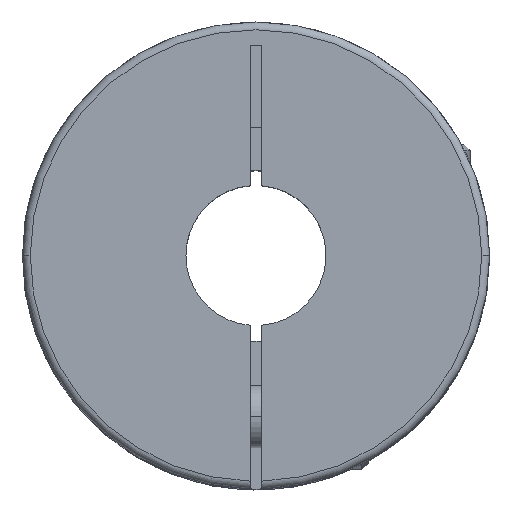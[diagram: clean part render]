
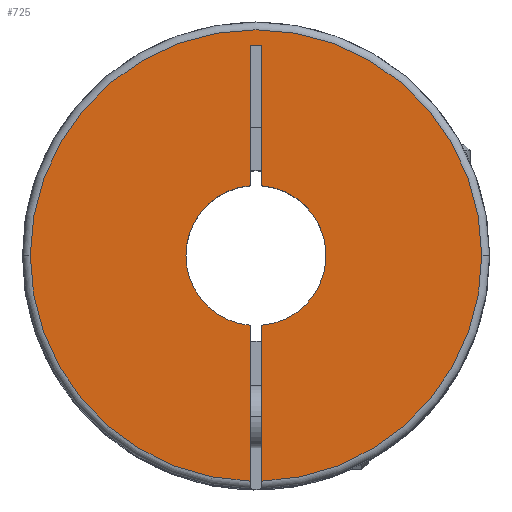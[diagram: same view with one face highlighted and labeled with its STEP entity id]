
A CAD part, top view. The second image highlights one B-rep face of the part: STEP entity #725.
In plain terms, the highlighted planar face has unit normal (0, 0, 1).
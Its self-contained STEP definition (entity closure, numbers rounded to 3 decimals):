
#7 = EDGE_CURVE ( 'NONE', #2105, #767, #2909, .T. ) ;
#19 = AXIS2_PLACEMENT_3D ( 'NONE', #1595, #1230, #2140 ) ;
#41 = AXIS2_PLACEMENT_3D ( 'NONE', #1048, #3283, #1088 ) ;
#56 = EDGE_CURVE ( 'NONE', #2241, #3421, #1293, .T. ) ;
#96 = LINE ( 'NONE', #661, #1495 ) ;
#187 = DIRECTION ( 'NONE',  ( 0., 0., -1. ) ) ;
#247 = LINE ( 'NONE', #2744, #3117 ) ;
#265 = ORIENTED_EDGE ( 'NONE', *, *, #7, .F. ) ;
#283 = ORIENTED_EDGE ( 'NONE', *, *, #3956, .F. ) ;
#291 = CARTESIAN_POINT ( 'NONE',  ( 0., 0., 0. ) ) ;
#362 = DIRECTION ( 'NONE',  ( 0., -1., 0. ) ) ;
#455 = ORIENTED_EDGE ( 'NONE', *, *, #604, .T. ) ;
#533 = AXIS2_PLACEMENT_3D ( 'NONE', #2485, #1515, #579 ) ;
#579 = DIRECTION ( 'NONE',  ( -1., 0., 0. ) ) ;
#604 = EDGE_CURVE ( 'NONE', #2974, #2241, #2719, .T. ) ;
#606 = VERTEX_POINT ( 'NONE', #2929 ) ;
#634 = DIRECTION ( 'NONE',  ( 0., 0., -1. ) ) ;
#661 = CARTESIAN_POINT ( 'NONE',  ( -0.75, 27., 0. ) ) ;
#706 = ORIENTED_EDGE ( 'NONE', *, *, #3727, .F. ) ;
#725 = ADVANCED_FACE ( 'NONE', ( #1482 ), #868, .F. ) ;
#767 = VERTEX_POINT ( 'NONE', #3141 ) ;
#776 = AXIS2_PLACEMENT_3D ( 'NONE', #1082, #187, #3885 ) ;
#787 = ORIENTED_EDGE ( 'NONE', *, *, #1003, .F. ) ;
#868 = PLANE ( 'NONE',  #2125 ) ;
#873 = DIRECTION ( 'NONE',  ( -1., 0., 0. ) ) ;
#904 = ORIENTED_EDGE ( 'NONE', *, *, #3790, .F. ) ;
#1003 = EDGE_CURVE ( 'NONE', #3834, #3421, #2756, .T. ) ;
#1048 = CARTESIAN_POINT ( 'NONE',  ( 0., 0., 0. ) ) ;
#1082 = CARTESIAN_POINT ( 'NONE',  ( 0., 0., 0. ) ) ;
#1088 = DIRECTION ( 'NONE',  ( -1., 0., 0. ) ) ;
#1187 = DIRECTION ( 'NONE',  ( 0., 0., -1. ) ) ;
#1209 = DIRECTION ( 'NONE',  ( 0., 0., -1. ) ) ;
#1230 = DIRECTION ( 'NONE',  ( 0., 0., -1. ) ) ;
#1238 = ORIENTED_EDGE ( 'NONE', *, *, #56, .T. ) ;
#1293 = CIRCLE ( 'NONE', #1484, 9. ) ;
#1294 = ORIENTED_EDGE ( 'NONE', *, *, #1878, .F. ) ;
#1482 = FACE_OUTER_BOUND ( 'NONE', #3035, .T. ) ;
#1484 = AXIS2_PLACEMENT_3D ( 'NONE', #2179, #1209, #3657 ) ;
#1495 = VECTOR ( 'NONE', #362, 1000. ) ;
#1515 = DIRECTION ( 'NONE',  ( 0., 0., -1. ) ) ;
#1575 = EDGE_CURVE ( 'NONE', #2375, #1918, #3568, .T. ) ;
#1595 = CARTESIAN_POINT ( 'NONE',  ( 0., 0., 0. ) ) ;
#1621 = CARTESIAN_POINT ( 'NONE',  ( 0.75, 8.969, 0. ) ) ;
#1694 = CARTESIAN_POINT ( 'NONE',  ( 0.75, -30., 0. ) ) ;
#1713 = CARTESIAN_POINT ( 'NONE',  ( -0.75, 27., 0. ) ) ;
#1768 = CARTESIAN_POINT ( 'NONE',  ( -9., 0., 0. ) ) ;
#1819 = LINE ( 'NONE', #3655, #3138 ) ;
#1868 = CARTESIAN_POINT ( 'NONE',  ( -0.75, 8.969, 0. ) ) ;
#1878 = EDGE_CURVE ( 'NONE', #606, #2105, #3892, .T. ) ;
#1915 = EDGE_CURVE ( 'NONE', #2375, #1942, #247, .T. ) ;
#1918 = VERTEX_POINT ( 'NONE', #2760 ) ;
#1942 = VERTEX_POINT ( 'NONE', #2110 ) ;
#2105 = VERTEX_POINT ( 'NONE', #3253 ) ;
#2110 = CARTESIAN_POINT ( 'NONE',  ( 0.75, 27., 0. ) ) ;
#2125 = AXIS2_PLACEMENT_3D ( 'NONE', #3972, #1187, #3278 ) ;
#2140 = DIRECTION ( 'NONE',  ( -1., 0., 0. ) ) ;
#2149 = VECTOR ( 'NONE', #3509, 1000. ) ;
#2179 = CARTESIAN_POINT ( 'NONE',  ( 0., 0., 0. ) ) ;
#2241 = VERTEX_POINT ( 'NONE', #1768 ) ;
#2261 = AXIS2_PLACEMENT_3D ( 'NONE', #291, #634, #3971 ) ;
#2375 = VERTEX_POINT ( 'NONE', #1621 ) ;
#2398 = CARTESIAN_POINT ( 'NONE',  ( -0.75, -8.969, 0. ) ) ;
#2452 = DIRECTION ( 'NONE',  ( 0., 1., 0. ) ) ;
#2485 = CARTESIAN_POINT ( 'NONE',  ( 0., 0., 0. ) ) ;
#2582 = LINE ( 'NONE', #1694, #2149 ) ;
#2716 = EDGE_CURVE ( 'NONE', #2974, #2754, #96, .T. ) ;
#2719 = CIRCLE ( 'NONE', #776, 9. ) ;
#2744 = CARTESIAN_POINT ( 'NONE',  ( 0.75, -30., 0. ) ) ;
#2754 = VERTEX_POINT ( 'NONE', #2795 ) ;
#2756 = LINE ( 'NONE', #3007, #3630 ) ;
#2760 = CARTESIAN_POINT ( 'NONE',  ( 0.75, -8.969, 0. ) ) ;
#2795 = CARTESIAN_POINT ( 'NONE',  ( -0.75, -28.99, 0. ) ) ;
#2871 = ORIENTED_EDGE ( 'NONE', *, *, #1575, .T. ) ;
#2909 = CIRCLE ( 'NONE', #533, 29. ) ;
#2929 = CARTESIAN_POINT ( 'NONE',  ( -29., 0., 0. ) ) ;
#2974 = VERTEX_POINT ( 'NONE', #2398 ) ;
#3007 = CARTESIAN_POINT ( 'NONE',  ( -0.75, 27., 0. ) ) ;
#3035 = EDGE_LOOP ( 'NONE', ( #904, #3717, #455, #1238, #787, #283, #3635, #2871, #706, #265, #1294 ) ) ;
#3117 = VECTOR ( 'NONE', #2452, 1000. ) ;
#3138 = VECTOR ( 'NONE', #873, 1000. ) ;
#3141 = CARTESIAN_POINT ( 'NONE',  ( 0.75, -28.99, 0. ) ) ;
#3253 = CARTESIAN_POINT ( 'NONE',  ( 29., 0., 0. ) ) ;
#3278 = DIRECTION ( 'NONE',  ( 0., -1., 0. ) ) ;
#3283 = DIRECTION ( 'NONE',  ( 0., 0., -1. ) ) ;
#3421 = VERTEX_POINT ( 'NONE', #1868 ) ;
#3464 = CIRCLE ( 'NONE', #41, 29. ) ;
#3509 = DIRECTION ( 'NONE',  ( 0., 1., 0. ) ) ;
#3568 = CIRCLE ( 'NONE', #19, 9. ) ;
#3630 = VECTOR ( 'NONE', #3984, 1000. ) ;
#3635 = ORIENTED_EDGE ( 'NONE', *, *, #1915, .F. ) ;
#3655 = CARTESIAN_POINT ( 'NONE',  ( 0.75, 27., 0. ) ) ;
#3657 = DIRECTION ( 'NONE',  ( -1., 0., 0. ) ) ;
#3717 = ORIENTED_EDGE ( 'NONE', *, *, #2716, .F. ) ;
#3727 = EDGE_CURVE ( 'NONE', #767, #1918, #2582, .T. ) ;
#3790 = EDGE_CURVE ( 'NONE', #2754, #606, #3464, .T. ) ;
#3834 = VERTEX_POINT ( 'NONE', #1713 ) ;
#3885 = DIRECTION ( 'NONE',  ( -1., 0., 0. ) ) ;
#3892 = CIRCLE ( 'NONE', #2261, 29. ) ;
#3956 = EDGE_CURVE ( 'NONE', #1942, #3834, #1819, .T. ) ;
#3971 = DIRECTION ( 'NONE',  ( -1., 0., 0. ) ) ;
#3972 = CARTESIAN_POINT ( 'NONE',  ( 0., 0., 0. ) ) ;
#3984 = DIRECTION ( 'NONE',  ( 0., -1., 0. ) ) ;
